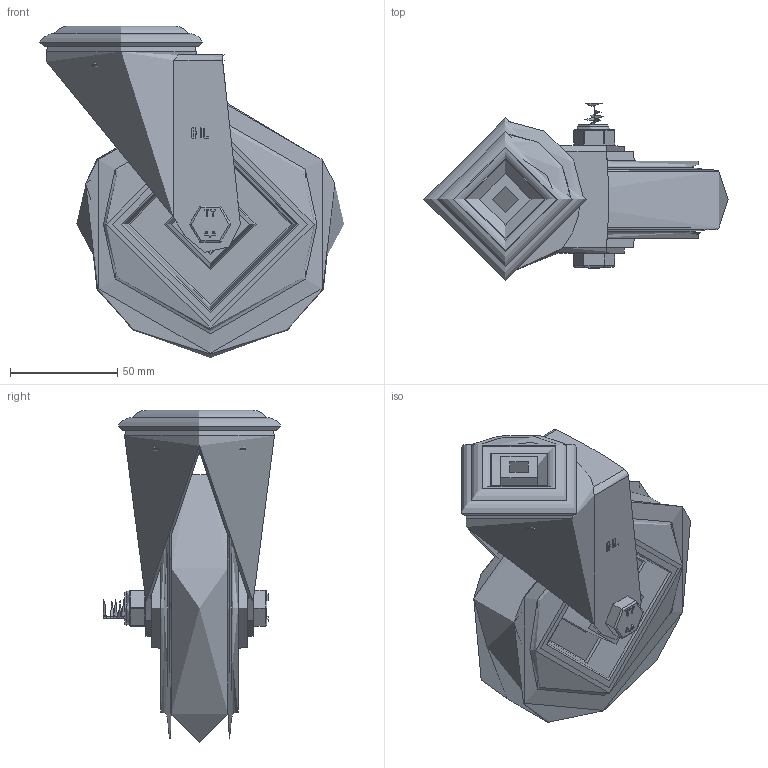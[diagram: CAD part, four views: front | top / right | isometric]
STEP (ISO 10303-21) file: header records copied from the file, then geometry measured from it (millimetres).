
FILE_DESCRIPTION(/* description */ (''),/* implementation_level */ '2;1');
FILE_NAME(/* name */ 'BZMM125SRNBBH12.step',/* time_stamp */ '2024-10-14T11:13:32+01:00',/* author */ (''),/* organization */ (''),/* preprocessor_version */ 'ST-DEVELOPER v20',/* originating_system */ 'Autodesk Translation Framework v13.20.0.188',/* authorisation */ '');
FILE_SCHEMA (('AUTOMOTIVE_DESIGN { 1 0 10303 214 3 1 1 }'));
Length unit declared in the file: millimetre
Products named in the file (21): BZMM125SRNBBH12; BZMM125ASBH12 v1; ZINC PLATED, PRESSED STEEL HEAD; ZINC PLATED, PRESSED STEEL FORKS; BZMH125WSRNRB v1; 65 SHORE A ELASTIC RUBBER TYRE; NYLON RIM; NYLON RIM Geometry; CAP; ROLLER BEARING; CAGE; RIBS; Component9; TUBEM15X45 v1; ZINC PLATED, STEEL TUBE; HEXBOLTM10X70Z8.8 v2; GRADE 8.8 THREADED ZINC PLATED BOLT; NYLOCM10Z v1; NYLOC NUT; RUBBER; NUT
Assembly tree (28 placements, depth 5):
  BZMM125SRNBBH12
    BZMM125ASBH12 v1
      ZINC PLATED, PRESSED STEEL HEAD
      ZINC PLATED, PRESSED STEEL FORKS
    BZMH125WSRNRB v1
      65 SHORE A ELASTIC RUBBER TYRE
      NYLON RIM
        NYLON RIM Geometry
        CAP
      ROLLER BEARING
        CAGE
        RIBS
          Component9  x9
    TUBEM15X45 v1
      ZINC PLATED, STEEL TUBE
    HEXBOLTM10X70Z8.8 v2
      GRADE 8.8 THREADED ZINC PLATED BOLT
    NYLOCM10Z v1
      NYLOC NUT
        RUBBER
        NUT
Bounding box: 142 x 83 x 155 mm (x, y, z)
Volume: 359142 mm3; surface area: 135311.6 mm2
Topology: 19 solids, 19 shells, 434 faces, 1038 edges, 655 vertices
Faces by surface type: plane 195, cylinder 132, bspline 51, torus 31, cone 13, sphere 12
Full cylindrical faces by diameter (mm): 3.4 x9, 8.141 x18, 9.85 x19, 10 x3, 10.2 x3, 12 x2, 12.2 x1, 14.95 x1, 15.2 x1, 15.5 x1, 16 x2, 17 x1, 21.313 x1, 22 x1, 23.5 x1, 24 x3, 27.9 x1, 28 x1, 38 x1, 49.5 x1, 65 x1, 70 x1, 72 x1, 91 x2
Entity records: 18788 total; most frequent: CARTESIAN_POINT 8654, ORIENTED_EDGE 2028, DIRECTION 1955, EDGE_CURVE 1014, AXIS2_PLACEMENT_3D 728, VERTEX_POINT 639, LINE 499, VECTOR 499
